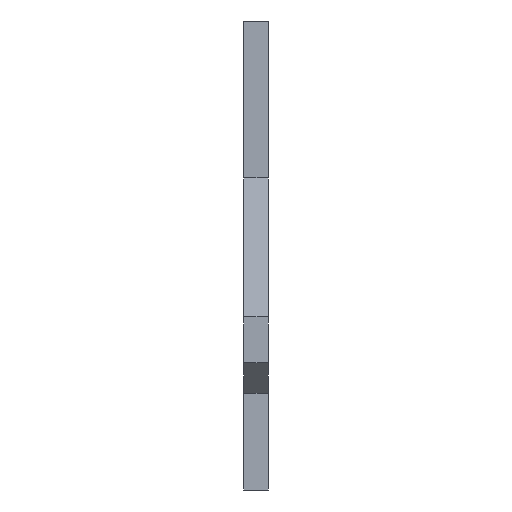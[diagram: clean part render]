
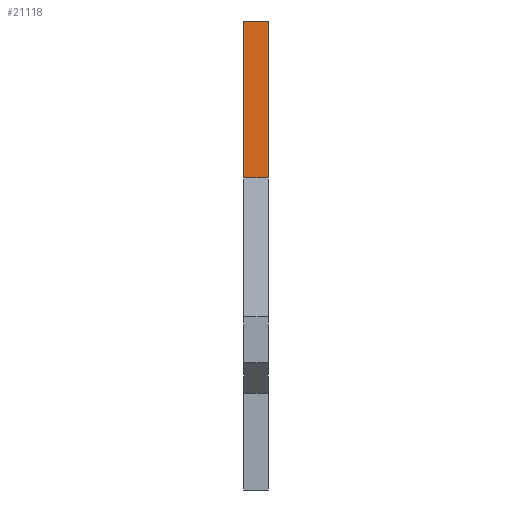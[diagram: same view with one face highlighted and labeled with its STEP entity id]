
A CAD part, left-side view. The second image highlights one B-rep face of the part: STEP entity #21118.
In plain terms, the highlighted planar face has unit normal (-1, 0, 0).
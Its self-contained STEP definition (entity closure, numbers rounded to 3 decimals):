
#21118 = ADVANCED_FACE('',(#21119),#21133,.T.);
#21119 = FACE_BOUND('',#21120,.T.);
#21120 = EDGE_LOOP('',(#21121,#21156,#21184,#21212));
#21121 = ORIENTED_EDGE('',*,*,#21122,.F.);
#21122 = EDGE_CURVE('',#21123,#21125,#21127,.T.);
#21123 = VERTEX_POINT('',#21124);
#21124 = CARTESIAN_POINT('',(-24.38,-0.2,6.075));
#21125 = VERTEX_POINT('',#21126);
#21126 = CARTESIAN_POINT('',(-24.38,-0.2,3.525));
#21127 = SURFACE_CURVE('',#21128,(#21132,#21144),.PCURVE_S1.);
#21128 = LINE('',#21129,#21130);
#21129 = CARTESIAN_POINT('',(-24.38,-0.2,6.075));
#21130 = VECTOR('',#21131,1.);
#21131 = DIRECTION('',(0.,0.,-1.));
#21132 = PCURVE('',#21133,#21138);
#21133 = PLANE('',#21134);
#21134 = AXIS2_PLACEMENT_3D('',#21135,#21136,#21137);
#21135 = CARTESIAN_POINT('',(-24.38,0.2,6.075));
#21136 = DIRECTION('',(-1.,0.,0.));
#21137 = DIRECTION('',(0.,0.,1.));
#21138 = DEFINITIONAL_REPRESENTATION('',(#21139),#21143);
#21139 = LINE('',#21140,#21141);
#21140 = CARTESIAN_POINT('',(-0.,-0.4));
#21141 = VECTOR('',#21142,1.);
#21142 = DIRECTION('',(-1.,0.));
#21143 = ( GEOMETRIC_REPRESENTATION_CONTEXT(2) 
PARAMETRIC_REPRESENTATION_CONTEXT() REPRESENTATION_CONTEXT('2D SPACE',''
  ) );
#21144 = PCURVE('',#21145,#21150);
#21145 = PLANE('',#21146);
#21146 = AXIS2_PLACEMENT_3D('',#21147,#21148,#21149);
#21147 = CARTESIAN_POINT('',(-24.13,-0.2,6.075));
#21148 = DIRECTION('',(0.,1.,0.));
#21149 = DIRECTION('',(1.,0.,0.));
#21150 = DEFINITIONAL_REPRESENTATION('',(#21151),#21155);
#21151 = LINE('',#21152,#21153);
#21152 = CARTESIAN_POINT('',(-0.25,0.));
#21153 = VECTOR('',#21154,1.);
#21154 = DIRECTION('',(0.,1.));
#21155 = ( GEOMETRIC_REPRESENTATION_CONTEXT(2) 
PARAMETRIC_REPRESENTATION_CONTEXT() REPRESENTATION_CONTEXT('2D SPACE',''
  ) );
#21156 = ORIENTED_EDGE('',*,*,#21157,.F.);
#21157 = EDGE_CURVE('',#21158,#21123,#21160,.T.);
#21158 = VERTEX_POINT('',#21159);
#21159 = CARTESIAN_POINT('',(-24.38,0.2,6.075));
#21160 = SURFACE_CURVE('',#21161,(#21165,#21172),.PCURVE_S1.);
#21161 = LINE('',#21162,#21163);
#21162 = CARTESIAN_POINT('',(-24.38,0.2,6.075));
#21163 = VECTOR('',#21164,1.);
#21164 = DIRECTION('',(0.,-1.,0.));
#21165 = PCURVE('',#21133,#21166);
#21166 = DEFINITIONAL_REPRESENTATION('',(#21167),#21171);
#21167 = LINE('',#21168,#21169);
#21168 = CARTESIAN_POINT('',(0.,0.));
#21169 = VECTOR('',#21170,1.);
#21170 = DIRECTION('',(0.,-1.));
#21171 = ( GEOMETRIC_REPRESENTATION_CONTEXT(2) 
PARAMETRIC_REPRESENTATION_CONTEXT() REPRESENTATION_CONTEXT('2D SPACE',''
  ) );
#21172 = PCURVE('',#21173,#21178);
#21173 = PLANE('',#21174);
#21174 = AXIS2_PLACEMENT_3D('',#21175,#21176,#21177);
#21175 = CARTESIAN_POINT('',(-23.88,0.2,6.075));
#21176 = DIRECTION('',(0.,0.,1.));
#21177 = DIRECTION('',(0.,-1.,0.));
#21178 = DEFINITIONAL_REPRESENTATION('',(#21179),#21183);
#21179 = LINE('',#21180,#21181);
#21180 = CARTESIAN_POINT('',(0.,-0.5));
#21181 = VECTOR('',#21182,1.);
#21182 = DIRECTION('',(1.,0.));
#21183 = ( GEOMETRIC_REPRESENTATION_CONTEXT(2) 
PARAMETRIC_REPRESENTATION_CONTEXT() REPRESENTATION_CONTEXT('2D SPACE',''
  ) );
#21184 = ORIENTED_EDGE('',*,*,#21185,.T.);
#21185 = EDGE_CURVE('',#21158,#21186,#21188,.T.);
#21186 = VERTEX_POINT('',#21187);
#21187 = CARTESIAN_POINT('',(-24.38,0.2,3.525));
#21188 = SURFACE_CURVE('',#21189,(#21193,#21200),.PCURVE_S1.);
#21189 = LINE('',#21190,#21191);
#21190 = CARTESIAN_POINT('',(-24.38,0.2,6.075));
#21191 = VECTOR('',#21192,1.);
#21192 = DIRECTION('',(0.,0.,-1.));
#21193 = PCURVE('',#21133,#21194);
#21194 = DEFINITIONAL_REPRESENTATION('',(#21195),#21199);
#21195 = LINE('',#21196,#21197);
#21196 = CARTESIAN_POINT('',(0.,0.));
#21197 = VECTOR('',#21198,1.);
#21198 = DIRECTION('',(-1.,0.));
#21199 = ( GEOMETRIC_REPRESENTATION_CONTEXT(2) 
PARAMETRIC_REPRESENTATION_CONTEXT() REPRESENTATION_CONTEXT('2D SPACE',''
  ) );
#21200 = PCURVE('',#21201,#21206);
#21201 = PLANE('',#21202);
#21202 = AXIS2_PLACEMENT_3D('',#21203,#21204,#21205);
#21203 = CARTESIAN_POINT('',(-24.13,0.2,6.075));
#21204 = DIRECTION('',(0.,1.,0.));
#21205 = DIRECTION('',(1.,0.,0.));
#21206 = DEFINITIONAL_REPRESENTATION('',(#21207),#21211);
#21207 = LINE('',#21208,#21209);
#21208 = CARTESIAN_POINT('',(-0.25,0.));
#21209 = VECTOR('',#21210,1.);
#21210 = DIRECTION('',(0.,1.));
#21211 = ( GEOMETRIC_REPRESENTATION_CONTEXT(2) 
PARAMETRIC_REPRESENTATION_CONTEXT() REPRESENTATION_CONTEXT('2D SPACE',''
  ) );
#21212 = ORIENTED_EDGE('',*,*,#21213,.T.);
#21213 = EDGE_CURVE('',#21186,#21125,#21214,.T.);
#21214 = SURFACE_CURVE('',#21215,(#21219,#21226),.PCURVE_S1.);
#21215 = LINE('',#21216,#21217);
#21216 = CARTESIAN_POINT('',(-24.38,0.2,3.525));
#21217 = VECTOR('',#21218,1.);
#21218 = DIRECTION('',(0.,-1.,0.));
#21219 = PCURVE('',#21133,#21220);
#21220 = DEFINITIONAL_REPRESENTATION('',(#21221),#21225);
#21221 = LINE('',#21222,#21223);
#21222 = CARTESIAN_POINT('',(-2.55,0.));
#21223 = VECTOR('',#21224,1.);
#21224 = DIRECTION('',(0.,-1.));
#21225 = ( GEOMETRIC_REPRESENTATION_CONTEXT(2) 
PARAMETRIC_REPRESENTATION_CONTEXT() REPRESENTATION_CONTEXT('2D SPACE',''
  ) );
#21226 = PCURVE('',#21227,#21232);
#21227 = PLANE('',#21228);
#21228 = AXIS2_PLACEMENT_3D('',#21229,#21230,#21231);
#21229 = CARTESIAN_POINT('',(-24.38,0.2,3.525));
#21230 = DIRECTION('',(-0.948,0.,0.319
    ));
#21231 = DIRECTION('',(0.319,0.,0.948)
  );
#21232 = DEFINITIONAL_REPRESENTATION('',(#21233),#21237);
#21233 = LINE('',#21234,#21235);
#21234 = CARTESIAN_POINT('',(0.,0.));
#21235 = VECTOR('',#21236,1.);
#21236 = DIRECTION('',(0.,-1.));
#21237 = ( GEOMETRIC_REPRESENTATION_CONTEXT(2) 
PARAMETRIC_REPRESENTATION_CONTEXT() REPRESENTATION_CONTEXT('2D SPACE',''
  ) );
